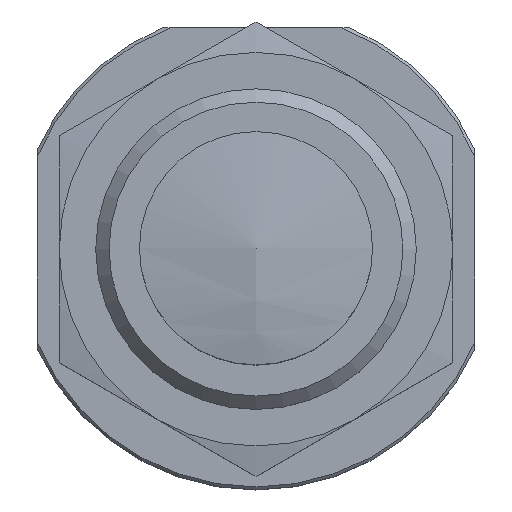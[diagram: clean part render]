
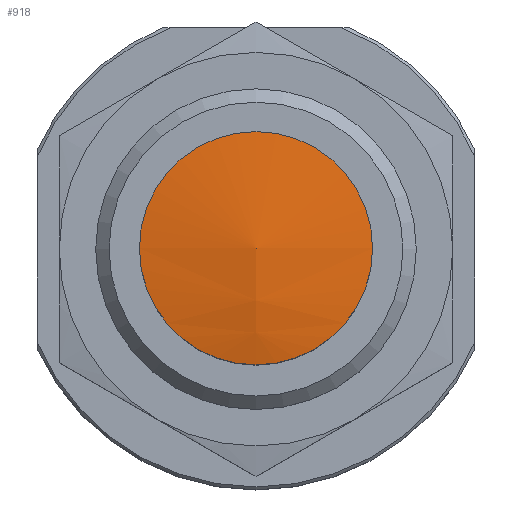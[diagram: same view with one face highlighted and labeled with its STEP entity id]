
A CAD part, top view. The second image highlights one B-rep face of the part: STEP entity #918.
In plain terms, the highlighted spherical face has radius 36.5 mm.
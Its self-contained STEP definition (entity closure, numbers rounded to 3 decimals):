
#18=SPHERICAL_SURFACE('',#1095,36.5);
#369=ORIENTED_EDGE('',*,*,#490,.F.);
#490=EDGE_CURVE('',#571,#571,#628,.T.);
#571=VERTEX_POINT('',#1741);
#628=CIRCLE('',#1096,8.);
#718=EDGE_LOOP('',(#369));
#818=FACE_BOUND('',#718,.T.);
#918=ADVANCED_FACE('',(#818),#18,.T.);
#1095=AXIS2_PLACEMENT_3D('',#1739,#1352,#1353);
#1096=AXIS2_PLACEMENT_3D('',#1740,#1354,#1355);
#1352=DIRECTION('',(1.,0.,0.));
#1353=DIRECTION('',(0.,1.,0.));
#1354=DIRECTION('',(1.,0.,0.));
#1355=DIRECTION('',(0.,0.,-1.));
#1739=CARTESIAN_POINT('',(0.,0.,0.));
#1740=CARTESIAN_POINT('',(-35.612,0.,0.));
#1741=CARTESIAN_POINT('',(-35.612,0.,-8.));
